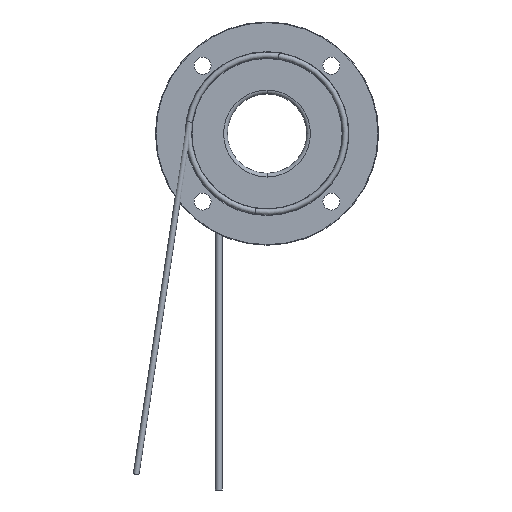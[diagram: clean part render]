
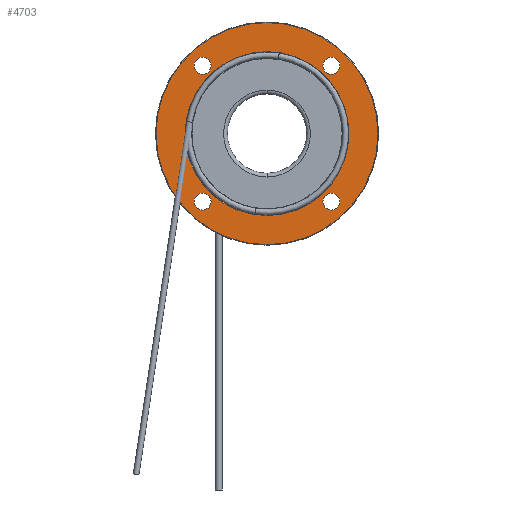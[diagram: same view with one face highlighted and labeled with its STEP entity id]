
A CAD part, front view. The second image highlights one B-rep face of the part: STEP entity #4703.
In plain terms, the highlighted planar face has unit normal (0, -1, 0).
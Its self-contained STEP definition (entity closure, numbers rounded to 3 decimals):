
#136 = CARTESIAN_POINT ( 'NONE',  ( -34.074, 0., 40.406 ) ) ;
#139 = CARTESIAN_POINT ( 'NONE',  ( 34.074, 0., -31.406 ) ) ;
#140 = CIRCLE ( 'NONE', #143, 4.5 ) ;
#141 = CARTESIAN_POINT ( 'NONE',  ( -34.074, 0., -35.906 ) ) ;
#142 = CARTESIAN_POINT ( 'NONE',  ( 34.074, 0., -40.406 ) ) ;
#143 = AXIS2_PLACEMENT_3D ( 'NONE', #141, #151, #150 ) ;
#149 = CARTESIAN_POINT ( 'NONE',  ( -34.074, 0., -31.406 ) ) ;
#150 = DIRECTION ( 'NONE',  ( 0., 0., 1. ) ) ;
#151 = DIRECTION ( 'NONE',  ( 0., -1., 0. ) ) ;
#246 = CARTESIAN_POINT ( 'NONE',  ( -34.074, 0., 31.406 ) ) ;
#249 = CIRCLE ( 'NONE', #269, 4.5 ) ;
#255 = DIRECTION ( 'NONE',  ( 0., 0., -1. ) ) ;
#256 = DIRECTION ( 'NONE',  ( 0., -1., 0. ) ) ;
#257 = CARTESIAN_POINT ( 'NONE',  ( -34.074, 0., 35.906 ) ) ;
#269 = AXIS2_PLACEMENT_3D ( 'NONE', #257, #256, #255 ) ;
#479 = CIRCLE ( 'NONE', #529, 4.5 ) ;
#486 = CARTESIAN_POINT ( 'NONE',  ( 34.074, 0., 31.406 ) ) ;
#503 = CARTESIAN_POINT ( 'NONE',  ( -34.074, 0., -40.406 ) ) ;
#526 = DIRECTION ( 'NONE',  ( 0., 0., 1. ) ) ;
#527 = DIRECTION ( 'NONE',  ( 0., -1., 0. ) ) ;
#528 = CARTESIAN_POINT ( 'NONE',  ( 34.074, 0., 35.906 ) ) ;
#529 = AXIS2_PLACEMENT_3D ( 'NONE', #528, #527, #526 ) ;
#530 = CARTESIAN_POINT ( 'NONE',  ( 34.074, 0., 40.406 ) ) ;
#1312 = CARTESIAN_POINT ( 'NONE',  ( 0., 0., -58.7 ) ) ;
#1313 = DIRECTION ( 'NONE',  ( 0., 0., -1. ) ) ;
#1314 = DIRECTION ( 'NONE',  ( 0., -1., 0. ) ) ;
#1315 = CARTESIAN_POINT ( 'NONE',  ( 0., 0., 0. ) ) ;
#1316 = AXIS2_PLACEMENT_3D ( 'NONE', #1315, #1314, #1313 ) ;
#1317 = CIRCLE ( 'NONE', #1316, 58.7 ) ;
#1339 = CARTESIAN_POINT ( 'NONE',  ( 0., 0., 58.7 ) ) ;
#1503 = CARTESIAN_POINT ( 'NONE',  ( 0., 0., 43.3 ) ) ;
#1525 = DIRECTION ( 'NONE',  ( 0., 0., -1. ) ) ;
#1526 = DIRECTION ( 'NONE',  ( 0., 1., 0. ) ) ;
#1527 = CARTESIAN_POINT ( 'NONE',  ( 0., 0., 0. ) ) ;
#1528 = AXIS2_PLACEMENT_3D ( 'NONE', #1527, #1526, #1525 ) ;
#1529 = CIRCLE ( 'NONE', #1528, 43.3 ) ;
#1641 = CARTESIAN_POINT ( 'NONE',  ( 0., 0., -43.3 ) ) ;
#2244 = VERTEX_POINT ( 'NONE', #1339 ) ;
#2256 = EDGE_CURVE ( 'NONE', #2257, #2244, #1317, .T. ) ;
#2257 = VERTEX_POINT ( 'NONE', #1312 ) ;
#2331 = VERTEX_POINT ( 'NONE', #1503 ) ;
#2336 = EDGE_CURVE ( 'NONE', #2340, #2331, #1529, .T. ) ;
#2340 = VERTEX_POINT ( 'NONE', #1641 ) ;
#2467 = VERTEX_POINT ( 'NONE', #246 ) ;
#2468 = EDGE_CURVE ( 'NONE', #2606, #2467, #249, .T. ) ;
#2516 = VERTEX_POINT ( 'NONE', #486 ) ;
#2517 = EDGE_CURVE ( 'NONE', #2519, #2516, #479, .T. ) ;
#2519 = VERTEX_POINT ( 'NONE', #530 ) ;
#2528 = VERTEX_POINT ( 'NONE', #503 ) ;
#2569 = EDGE_CURVE ( 'NONE', #2602, #2600, #4494, .T. ) ;
#2586 = EDGE_CURVE ( 'NONE', #2609, #2528, #140, .T. ) ;
#2600 = VERTEX_POINT ( 'NONE', #142 ) ;
#2602 = VERTEX_POINT ( 'NONE', #139 ) ;
#2606 = VERTEX_POINT ( 'NONE', #136 ) ;
#2609 = VERTEX_POINT ( 'NONE', #149 ) ;
#3503 = CIRCLE ( 'NONE', #3565, 4.5 ) ;
#3521 = DIRECTION ( 'NONE',  ( 0., 0., -1. ) ) ;
#3522 = DIRECTION ( 'NONE',  ( 0., 1., 0. ) ) ;
#3523 = CARTESIAN_POINT ( 'NONE',  ( 0., 0., 0. ) ) ;
#3524 = AXIS2_PLACEMENT_3D ( 'NONE', #3523, #3522, #3521 ) ;
#3525 = CIRCLE ( 'NONE', #3524, 43.3 ) ;
#3541 = CARTESIAN_POINT ( 'NONE',  ( 34.074, 0., 35.906 ) ) ;
#3547 = DIRECTION ( 'NONE',  ( 0., 0., -1. ) ) ;
#3548 = DIRECTION ( 'NONE',  ( 0., -1., 0. ) ) ;
#3549 = CARTESIAN_POINT ( 'NONE',  ( 0., 0., 0. ) ) ;
#3550 = AXIS2_PLACEMENT_3D ( 'NONE', #3549, #3548, #3547 ) ;
#3551 = CIRCLE ( 'NONE', #3550, 58.7 ) ;
#3552 = DIRECTION ( 'NONE',  ( 0., 0., -1. ) ) ;
#3553 = DIRECTION ( 'NONE',  ( 0., -1., 0. ) ) ;
#3554 = CARTESIAN_POINT ( 'NONE',  ( 34.074, 0., -35.906 ) ) ;
#3555 = AXIS2_PLACEMENT_3D ( 'NONE', #3554, #3553, #3552 ) ;
#3556 = CIRCLE ( 'NONE', #3555, 4.5 ) ;
#3557 = DIRECTION ( 'NONE',  ( 0., 0., 1. ) ) ;
#3558 = DIRECTION ( 'NONE',  ( 0., -1., 0. ) ) ;
#3559 = CARTESIAN_POINT ( 'NONE',  ( -34.074, 0., -35.906 ) ) ;
#3560 = AXIS2_PLACEMENT_3D ( 'NONE', #3559, #3558, #3557 ) ;
#3561 = CIRCLE ( 'NONE', #3560, 4.5 ) ;
#3562 = DIRECTION ( 'NONE',  ( 0., 0., -1. ) ) ;
#3563 = DIRECTION ( 'NONE',  ( 0., -1., 0. ) ) ;
#3564 = CARTESIAN_POINT ( 'NONE',  ( -34.074, 0., 35.906 ) ) ;
#3565 = AXIS2_PLACEMENT_3D ( 'NONE', #3564, #3563, #3562 ) ;
#3586 = DIRECTION ( 'NONE',  ( 0., 0., -1. ) ) ;
#3587 = DIRECTION ( 'NONE',  ( 0., -1., 0. ) ) ;
#3588 = CARTESIAN_POINT ( 'NONE',  ( 43., 0., 0. ) ) ;
#3589 = AXIS2_PLACEMENT_3D ( 'NONE', #3588, #3587, #3586 ) ;
#3591 = PLANE ( 'NONE',  #3589 ) ;
#3592 = FACE_BOUND ( 'NONE', #4688, .T. ) ;
#3593 = FACE_BOUND ( 'NONE', #4652, .T. ) ;
#3594 = FACE_BOUND ( 'NONE', #4678, .T. ) ;
#3595 = FACE_BOUND ( 'NONE', #4693, .T. ) ;
#3596 = FACE_OUTER_BOUND ( 'NONE', #4680, .T. ) ;
#3597 = DIRECTION ( 'NONE',  ( 0., 0., 1. ) ) ;
#3598 = DIRECTION ( 'NONE',  ( 0., -1., 0. ) ) ;
#3599 = AXIS2_PLACEMENT_3D ( 'NONE', #3541, #3598, #3597 ) ;
#3600 = CIRCLE ( 'NONE', #3599, 4.5 ) ;
#3601 = FACE_BOUND ( 'NONE', #4717, .T. ) ;
#4484 = AXIS2_PLACEMENT_3D ( 'NONE', #4490, #4491, #4489 ) ;
#4489 = DIRECTION ( 'NONE',  ( 0., 0., -1. ) ) ;
#4490 = CARTESIAN_POINT ( 'NONE',  ( 34.074, 0., -35.906 ) ) ;
#4491 = DIRECTION ( 'NONE',  ( 0., -1., 0. ) ) ;
#4494 = CIRCLE ( 'NONE', #4484, 4.5 ) ;
#4639 = ORIENTED_EDGE ( 'NONE', *, *, #4698, .F. ) ;
#4641 = ORIENTED_EDGE ( 'NONE', *, *, #2336, .T. ) ;
#4652 = EDGE_LOOP ( 'NONE', ( #4658, #4677 ) ) ;
#4655 = ORIENTED_EDGE ( 'NONE', *, *, #2517, .F. ) ;
#4658 = ORIENTED_EDGE ( 'NONE', *, *, #4681, .F. ) ;
#4659 = ORIENTED_EDGE ( 'NONE', *, *, #4660, .T. ) ;
#4660 = EDGE_CURVE ( 'NONE', #2331, #2340, #3525, .T. ) ;
#4662 = ORIENTED_EDGE ( 'NONE', *, *, #4675, .F. ) ;
#4675 = EDGE_CURVE ( 'NONE', #2467, #2606, #3503, .T. ) ;
#4676 = ORIENTED_EDGE ( 'NONE', *, *, #2468, .F. ) ;
#4677 = ORIENTED_EDGE ( 'NONE', *, *, #2586, .F. ) ;
#4678 = EDGE_LOOP ( 'NONE', ( #4639, #4655 ) ) ;
#4680 = EDGE_LOOP ( 'NONE', ( #4689, #4685 ) ) ;
#4681 = EDGE_CURVE ( 'NONE', #2528, #2609, #3561, .T. ) ;
#4682 = EDGE_CURVE ( 'NONE', #2600, #2602, #3556, .T. ) ;
#4683 = ORIENTED_EDGE ( 'NONE', *, *, #4682, .F. ) ;
#4684 = EDGE_CURVE ( 'NONE', #2244, #2257, #3551, .T. ) ;
#4685 = ORIENTED_EDGE ( 'NONE', *, *, #2256, .T. ) ;
#4688 = EDGE_LOOP ( 'NONE', ( #4683, #4696 ) ) ;
#4689 = ORIENTED_EDGE ( 'NONE', *, *, #4684, .T. ) ;
#4693 = EDGE_LOOP ( 'NONE', ( #4662, #4676 ) ) ;
#4696 = ORIENTED_EDGE ( 'NONE', *, *, #2569, .F. ) ;
#4698 = EDGE_CURVE ( 'NONE', #2516, #2519, #3600, .T. ) ;
#4703 = ADVANCED_FACE ( 'NONE', ( #3601, #3596, #3595, #3594, #3593, #3592 ), #3591, .T. ) ;
#4717 = EDGE_LOOP ( 'NONE', ( #4641, #4659 ) ) ;
